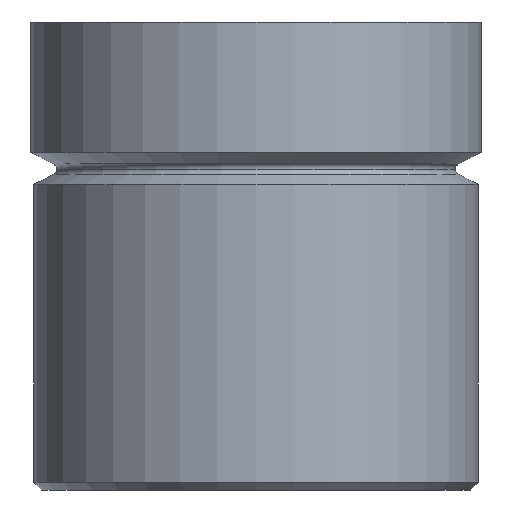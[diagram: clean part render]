
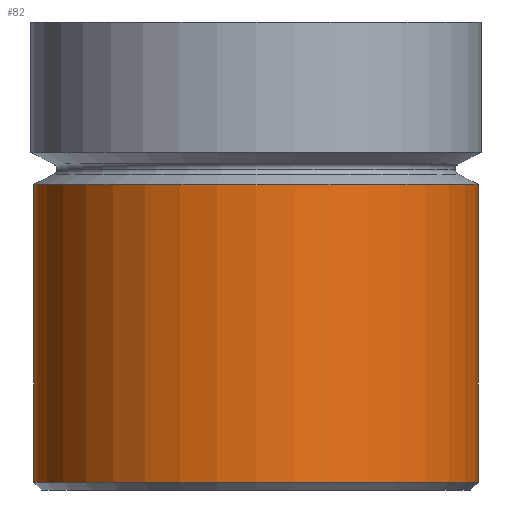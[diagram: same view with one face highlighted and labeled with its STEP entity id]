
A CAD part, front view. The second image highlights one B-rep face of the part: STEP entity #82.
In plain terms, the highlighted cylindrical face has radius 16.625 mm (diameter 33.249 mm), a partial arc.
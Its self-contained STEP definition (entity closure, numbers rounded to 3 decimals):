
#5 = VERTEX_POINT ( 'NONE', #288 ) ;
#38 = EDGE_CURVE ( 'NONE', #139, #101, #185, .T. ) ;
#77 = ORIENTED_EDGE ( 'NONE', *, *, #78, .F. ) ;
#78 = EDGE_CURVE ( 'NONE', #99, #101, #214, .T. ) ;
#79 = EDGE_LOOP ( 'NONE', ( #167, #80, #83, #77 ) ) ;
#80 = ORIENTED_EDGE ( 'NONE', *, *, #81, .T. ) ;
#81 = EDGE_CURVE ( 'NONE', #5, #139, #254, .T. ) ;
#82 = ADVANCED_FACE ( 'NONE', ( #249 ), #248, .T. ) ;
#83 = ORIENTED_EDGE ( 'NONE', *, *, #38, .T. ) ;
#99 = VERTEX_POINT ( 'NONE', #311 ) ;
#101 = VERTEX_POINT ( 'NONE', #343 ) ;
#137 = EDGE_CURVE ( 'NONE', #5, #99, #426, .T. ) ;
#139 = VERTEX_POINT ( 'NONE', #382 ) ;
#167 = ORIENTED_EDGE ( 'NONE', *, *, #137, .F. ) ;
#182 = DIRECTION ( 'NONE',  ( 0., 0., 1. ) ) ;
#183 = VECTOR ( 'NONE', #182, 1000. ) ;
#184 = CARTESIAN_POINT ( 'NONE',  ( 16.625, 0., 0. ) ) ;
#185 = LINE ( 'NONE', #184, #183 ) ;
#207 = DIRECTION ( 'NONE',  ( 1., 0., 0. ) ) ;
#208 = DIRECTION ( 'NONE',  ( 0., 0., 1. ) ) ;
#209 = CARTESIAN_POINT ( 'NONE',  ( 0., 0., -12.155 ) ) ;
#210 = AXIS2_PLACEMENT_3D ( 'NONE', #209, #208, #207 ) ;
#214 = CIRCLE ( 'NONE', #210, 16.625 ) ;
#245 = DIRECTION ( 'NONE',  ( 0., 0., 1. ) ) ;
#246 = CARTESIAN_POINT ( 'NONE',  ( 0., 0., 0. ) ) ;
#247 = AXIS2_PLACEMENT_3D ( 'NONE', #246, #245, #418 ) ;
#248 = CYLINDRICAL_SURFACE ( 'NONE', #247, 16.625 ) ;
#249 = FACE_OUTER_BOUND ( 'NONE', #79, .T. ) ;
#250 = DIRECTION ( 'NONE',  ( 1., 0., 0. ) ) ;
#251 = DIRECTION ( 'NONE',  ( 0., 0., 1. ) ) ;
#252 = CARTESIAN_POINT ( 'NONE',  ( 0., 0., -34.419 ) ) ;
#253 = AXIS2_PLACEMENT_3D ( 'NONE', #252, #251, #250 ) ;
#254 = CIRCLE ( 'NONE', #253, 16.625 ) ;
#288 = CARTESIAN_POINT ( 'NONE',  ( -16.625, 0., -34.419 ) ) ;
#311 = CARTESIAN_POINT ( 'NONE',  ( -16.625, 0., -12.155 ) ) ;
#343 = CARTESIAN_POINT ( 'NONE',  ( 16.625, 0., -12.155 ) ) ;
#382 = CARTESIAN_POINT ( 'NONE',  ( 16.625, 0., -34.419 ) ) ;
#383 = DIRECTION ( 'NONE',  ( 0., 0., 1. ) ) ;
#384 = VECTOR ( 'NONE', #383, 1000. ) ;
#418 = DIRECTION ( 'NONE',  ( 1., 0., 0. ) ) ;
#425 = CARTESIAN_POINT ( 'NONE',  ( -16.625, 0., 0. ) ) ;
#426 = LINE ( 'NONE', #425, #384 ) ;
